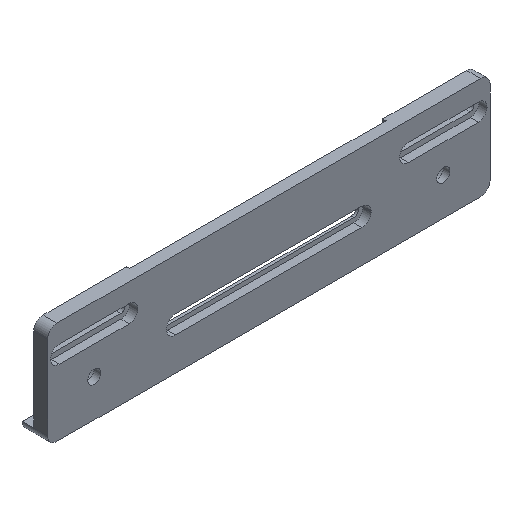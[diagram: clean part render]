
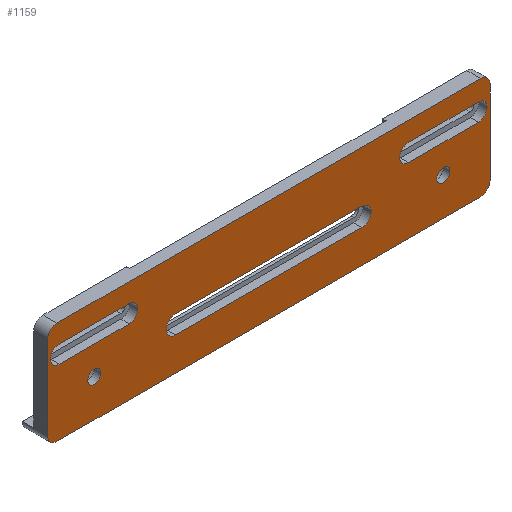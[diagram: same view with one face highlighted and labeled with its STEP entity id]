
A CAD part, isometric view. The second image highlights one B-rep face of the part: STEP entity #1159.
In plain terms, the highlighted planar face has unit normal (0, -1, 0).
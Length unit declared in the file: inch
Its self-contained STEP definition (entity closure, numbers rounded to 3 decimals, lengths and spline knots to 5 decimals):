
#20=FACE_BOUND('',#175,.T.);
#21=FACE_BOUND('',#176,.T.);
#22=FACE_BOUND('',#177,.T.);
#23=FACE_BOUND('',#178,.T.);
#24=FACE_BOUND('',#179,.T.);
#52=PLANE('',#1278);
#106=FACE_OUTER_BOUND('',#174,.T.);
#174=EDGE_LOOP('',(#946,#947,#948,#949,#950,#951,#952,#953));
#175=EDGE_LOOP('',(#954));
#176=EDGE_LOOP('',(#955));
#177=EDGE_LOOP('',(#956,#957,#958,#959));
#178=EDGE_LOOP('',(#960,#961,#962,#963));
#179=EDGE_LOOP('',(#964,#965,#966,#967,#968,#969,#970,#971));
#210=LINE('',#1694,#320);
#215=LINE('',#1708,#325);
#221=LINE('',#1731,#331);
#226=LINE('',#1745,#336);
#244=LINE('',#1796,#354);
#249=LINE('',#1810,#359);
#253=LINE('',#1822,#363);
#257=LINE('',#1834,#367);
#278=LINE('',#1901,#388);
#285=LINE('',#1915,#395);
#286=LINE('',#1919,#396);
#287=LINE('',#1923,#397);
#320=VECTOR('',#1350,0.3937);
#325=VECTOR('',#1363,0.3937);
#331=VECTOR('',#1385,0.3937);
#336=VECTOR('',#1398,0.3937);
#354=VECTOR('',#1448,0.3937);
#359=VECTOR('',#1461,0.3937);
#363=VECTOR('',#1473,0.3937);
#367=VECTOR('',#1485,0.3937);
#388=VECTOR('',#1554,0.3937);
#395=VECTOR('',#1563,0.3937);
#396=VECTOR('',#1566,0.3937);
#397=VECTOR('',#1569,0.3937);
#432=CIRCLE('',#1206,0.1405);
#433=CIRCLE('',#1208,0.1405);
#434=CIRCLE('',#1211,0.188);
#436=CIRCLE('',#1215,0.188);
#441=CIRCLE('',#1223,0.188);
#443=CIRCLE('',#1227,0.188);
#450=CIRCLE('',#1243,0.197);
#452=CIRCLE('',#1247,0.197);
#454=CIRCLE('',#1251,0.197);
#456=CIRCLE('',#1255,0.197);
#467=CIRCLE('',#1276,0.2);
#468=CIRCLE('',#1279,0.2);
#469=CIRCLE('',#1280,0.2);
#470=CIRCLE('',#1281,0.2);
#488=VERTEX_POINT('',#1684);
#489=VERTEX_POINT('',#1688);
#490=VERTEX_POINT('',#1692);
#491=VERTEX_POINT('',#1693);
#494=VERTEX_POINT('',#1701);
#496=VERTEX_POINT('',#1707);
#504=VERTEX_POINT('',#1729);
#505=VERTEX_POINT('',#1730);
#508=VERTEX_POINT('',#1738);
#510=VERTEX_POINT('',#1744);
#526=VERTEX_POINT('',#1794);
#527=VERTEX_POINT('',#1795);
#530=VERTEX_POINT('',#1803);
#532=VERTEX_POINT('',#1809);
#534=VERTEX_POINT('',#1815);
#536=VERTEX_POINT('',#1821);
#538=VERTEX_POINT('',#1827);
#540=VERTEX_POINT('',#1833);
#560=VERTEX_POINT('',#1894);
#561=VERTEX_POINT('',#1896);
#562=VERTEX_POINT('',#1900);
#568=VERTEX_POINT('',#1914);
#569=VERTEX_POINT('',#1916);
#570=VERTEX_POINT('',#1918);
#571=VERTEX_POINT('',#1920);
#572=VERTEX_POINT('',#1922);
#601=EDGE_CURVE('',#488,#488,#432,.T.);
#603=EDGE_CURVE('',#489,#489,#433,.T.);
#604=EDGE_CURVE('',#490,#491,#210,.T.);
#608=EDGE_CURVE('',#494,#490,#434,.T.);
#611=EDGE_CURVE('',#496,#494,#215,.T.);
#614=EDGE_CURVE('',#491,#496,#436,.T.);
#622=EDGE_CURVE('',#504,#505,#221,.T.);
#626=EDGE_CURVE('',#508,#504,#441,.T.);
#629=EDGE_CURVE('',#510,#508,#226,.T.);
#632=EDGE_CURVE('',#505,#510,#443,.T.);
#654=EDGE_CURVE('',#526,#527,#244,.T.);
#658=EDGE_CURVE('',#530,#526,#450,.T.);
#661=EDGE_CURVE('',#532,#530,#249,.T.);
#664=EDGE_CURVE('',#534,#532,#452,.T.);
#667=EDGE_CURVE('',#536,#534,#253,.T.);
#670=EDGE_CURVE('',#538,#536,#454,.T.);
#673=EDGE_CURVE('',#540,#538,#257,.T.);
#676=EDGE_CURVE('',#527,#540,#456,.T.);
#704=EDGE_CURVE('',#560,#561,#467,.T.);
#706=EDGE_CURVE('',#562,#561,#278,.T.);
#713=EDGE_CURVE('',#560,#568,#285,.T.);
#714=EDGE_CURVE('',#569,#568,#468,.T.);
#715=EDGE_CURVE('',#569,#570,#286,.T.);
#716=EDGE_CURVE('',#571,#570,#469,.T.);
#717=EDGE_CURVE('',#571,#572,#287,.T.);
#718=EDGE_CURVE('',#562,#572,#470,.T.);
#946=ORIENTED_EDGE('',*,*,#704,.F.);
#947=ORIENTED_EDGE('',*,*,#713,.T.);
#948=ORIENTED_EDGE('',*,*,#714,.F.);
#949=ORIENTED_EDGE('',*,*,#715,.T.);
#950=ORIENTED_EDGE('',*,*,#716,.F.);
#951=ORIENTED_EDGE('',*,*,#717,.T.);
#952=ORIENTED_EDGE('',*,*,#718,.F.);
#953=ORIENTED_EDGE('',*,*,#706,.T.);
#954=ORIENTED_EDGE('',*,*,#601,.T.);
#955=ORIENTED_EDGE('',*,*,#603,.T.);
#956=ORIENTED_EDGE('',*,*,#604,.T.);
#957=ORIENTED_EDGE('',*,*,#614,.T.);
#958=ORIENTED_EDGE('',*,*,#611,.T.);
#959=ORIENTED_EDGE('',*,*,#608,.T.);
#960=ORIENTED_EDGE('',*,*,#622,.T.);
#961=ORIENTED_EDGE('',*,*,#632,.T.);
#962=ORIENTED_EDGE('',*,*,#629,.T.);
#963=ORIENTED_EDGE('',*,*,#626,.T.);
#964=ORIENTED_EDGE('',*,*,#654,.T.);
#965=ORIENTED_EDGE('',*,*,#676,.T.);
#966=ORIENTED_EDGE('',*,*,#673,.T.);
#967=ORIENTED_EDGE('',*,*,#670,.T.);
#968=ORIENTED_EDGE('',*,*,#667,.T.);
#969=ORIENTED_EDGE('',*,*,#664,.T.);
#970=ORIENTED_EDGE('',*,*,#661,.T.);
#971=ORIENTED_EDGE('',*,*,#658,.T.);
#1159=ADVANCED_FACE('',(#106,#20,#21,#22,#23,#24),#52,.F.);
#1206=AXIS2_PLACEMENT_3D('',#1686,#1341,#1342);
#1208=AXIS2_PLACEMENT_3D('',#1690,#1346,#1347);
#1211=AXIS2_PLACEMENT_3D('',#1702,#1356,#1357);
#1215=AXIS2_PLACEMENT_3D('',#1713,#1368,#1369);
#1223=AXIS2_PLACEMENT_3D('',#1739,#1391,#1392);
#1227=AXIS2_PLACEMENT_3D('',#1750,#1403,#1404);
#1243=AXIS2_PLACEMENT_3D('',#1804,#1454,#1455);
#1247=AXIS2_PLACEMENT_3D('',#1816,#1466,#1467);
#1251=AXIS2_PLACEMENT_3D('',#1828,#1478,#1479);
#1255=AXIS2_PLACEMENT_3D('',#1839,#1490,#1491);
#1276=AXIS2_PLACEMENT_3D('',#1897,#1549,#1550);
#1278=AXIS2_PLACEMENT_3D('',#1913,#1561,#1562);
#1279=AXIS2_PLACEMENT_3D('',#1917,#1564,#1565);
#1280=AXIS2_PLACEMENT_3D('',#1921,#1567,#1568);
#1281=AXIS2_PLACEMENT_3D('',#1924,#1570,#1571);
#1341=DIRECTION('center_axis',(0.,1.,0.));
#1342=DIRECTION('ref_axis',(-1.,0.,0.));
#1346=DIRECTION('center_axis',(0.,1.,0.));
#1347=DIRECTION('ref_axis',(-1.,0.,0.));
#1350=DIRECTION('',(-1.,0.,0.));
#1356=DIRECTION('center_axis',(0.,1.,0.));
#1357=DIRECTION('ref_axis',(0.,0.,-1.));
#1363=DIRECTION('',(1.,0.,0.));
#1368=DIRECTION('center_axis',(0.,1.,0.));
#1369=DIRECTION('ref_axis',(0.159,0.,0.987));
#1385=DIRECTION('',(-1.,0.,0.));
#1391=DIRECTION('center_axis',(0.,1.,0.));
#1392=DIRECTION('ref_axis',(0.,0.,-1.));
#1398=DIRECTION('',(1.,0.,0.));
#1403=DIRECTION('center_axis',(0.,1.,0.));
#1404=DIRECTION('ref_axis',(0.,0.,1.));
#1448=DIRECTION('',(0.004,0.,1.));
#1454=DIRECTION('center_axis',(0.,1.,0.));
#1455=DIRECTION('ref_axis',(-1.,0.,0.001));
#1461=DIRECTION('',(-1.,0.,0.));
#1466=DIRECTION('center_axis',(0.,1.,0.));
#1467=DIRECTION('ref_axis',(0.,0.,-1.));
#1473=DIRECTION('',(-0.022,0.,-1.));
#1478=DIRECTION('center_axis',(0.,1.,0.));
#1479=DIRECTION('ref_axis',(0.995,0.,-0.102));
#1485=DIRECTION('',(1.,0.,0.));
#1490=DIRECTION('center_axis',(0.,1.,0.));
#1491=DIRECTION('ref_axis',(0.,0.,1.));
#1549=DIRECTION('center_axis',(0.,1.,0.));
#1550=DIRECTION('ref_axis',(-0.707,0.,0.707));
#1554=DIRECTION('',(-1.,0.,0.));
#1561=DIRECTION('center_axis',(0.,1.,0.));
#1562=DIRECTION('ref_axis',(1.,0.,0.));
#1563=DIRECTION('',(0.,0.,-1.));
#1564=DIRECTION('center_axis',(0.,1.,0.));
#1565=DIRECTION('ref_axis',(-0.707,0.,-0.707));
#1566=DIRECTION('',(1.,0.,0.));
#1567=DIRECTION('center_axis',(0.,1.,0.));
#1568=DIRECTION('ref_axis',(0.707,0.,-0.707));
#1569=DIRECTION('',(0.,0.,1.));
#1570=DIRECTION('center_axis',(0.,1.,0.));
#1571=DIRECTION('ref_axis',(0.707,0.,0.707));
#1684=CARTESIAN_POINT('',(-1.08349,0.,0.11726));
#1686=CARTESIAN_POINT('Origin',(-1.22399,0.,0.11726));
#1688=CARTESIAN_POINT('',(6.41651,0.,0.11726));
#1690=CARTESIAN_POINT('Origin',(6.27601,0.,0.11726));
#1692=CARTESIAN_POINT('',(7.02601,0.,0.72326));
#1693=CARTESIAN_POINT('',(5.52601,0.,0.72326));
#1694=CARTESIAN_POINT('',(4.77601,0.,0.72326));
#1701=CARTESIAN_POINT('',(7.02601,0.,1.09926));
#1702=CARTESIAN_POINT('Origin',(7.02601,0.,0.91126));
#1707=CARTESIAN_POINT('',(5.52601,0.,1.09926));
#1708=CARTESIAN_POINT('',(4.02601,0.,1.09926));
#1713=CARTESIAN_POINT('Origin',(5.52601,0.,0.91126));
#1729=CARTESIAN_POINT('',(-0.47399,0.,0.72326));
#1730=CARTESIAN_POINT('',(-1.97399,0.,0.72326));
#1731=CARTESIAN_POINT('',(1.02601,0.,0.72326));
#1738=CARTESIAN_POINT('',(-0.47399,0.,1.09926));
#1739=CARTESIAN_POINT('Origin',(-0.47399,0.,0.91126));
#1744=CARTESIAN_POINT('',(-1.97399,0.,1.09926));
#1745=CARTESIAN_POINT('',(0.27601,0.,1.09926));
#1750=CARTESIAN_POINT('Origin',(-1.97399,0.,0.91126));
#1794=CARTESIAN_POINT('',(0.32901,0.,0.21443));
#1795=CARTESIAN_POINT('',(0.32906,0.,0.22447));
#1796=CARTESIAN_POINT('',(0.32945,0.,0.31753));
#1803=CARTESIAN_POINT('',(0.52601,0.,0.01726));
#1804=CARTESIAN_POINT('Origin',(0.52601,0.,0.21426));
#1809=CARTESIAN_POINT('',(4.52601,0.,0.01726));
#1810=CARTESIAN_POINT('',(3.52601,0.,0.01726));
#1815=CARTESIAN_POINT('',(4.72199,0.,0.19425));
#1816=CARTESIAN_POINT('Origin',(4.52601,0.,0.21426));
#1821=CARTESIAN_POINT('',(4.72269,0.,0.22553));
#1822=CARTESIAN_POINT('',(4.72421,0.,0.29394));
#1827=CARTESIAN_POINT('',(4.52601,0.,0.41126));
#1828=CARTESIAN_POINT('Origin',(4.52601,0.,0.21426));
#1833=CARTESIAN_POINT('',(0.52579,0.,0.41126));
#1834=CARTESIAN_POINT('',(1.5259,0.,0.41126));
#1839=CARTESIAN_POINT('Origin',(0.52579,0.,0.21426));
#1894=CARTESIAN_POINT('',(-2.22399,0.,1.31126));
#1896=CARTESIAN_POINT('',(-2.02399,0.,1.51126));
#1897=CARTESIAN_POINT('Origin',(-2.02399,0.,1.31126));
#1900=CARTESIAN_POINT('',(7.07601,0.,1.51126));
#1901=CARTESIAN_POINT('',(7.27601,0.,1.51126));
#1913=CARTESIAN_POINT('Origin',(2.52601,0.,0.41126));
#1914=CARTESIAN_POINT('',(-2.22399,0.,-0.48874));
#1915=CARTESIAN_POINT('',(-2.22399,0.,1.51126));
#1916=CARTESIAN_POINT('',(-2.02399,0.,-0.68874));
#1917=CARTESIAN_POINT('Origin',(-2.02399,0.,-0.48874));
#1918=CARTESIAN_POINT('',(7.07601,0.,-0.68874));
#1919=CARTESIAN_POINT('',(-2.22399,0.,-0.68874));
#1920=CARTESIAN_POINT('',(7.27601,0.,-0.48874));
#1921=CARTESIAN_POINT('Origin',(7.07601,0.,-0.48874));
#1922=CARTESIAN_POINT('',(7.27601,0.,1.31126));
#1923=CARTESIAN_POINT('',(7.27601,0.,-0.68874));
#1924=CARTESIAN_POINT('Origin',(7.07601,0.,1.31126));
